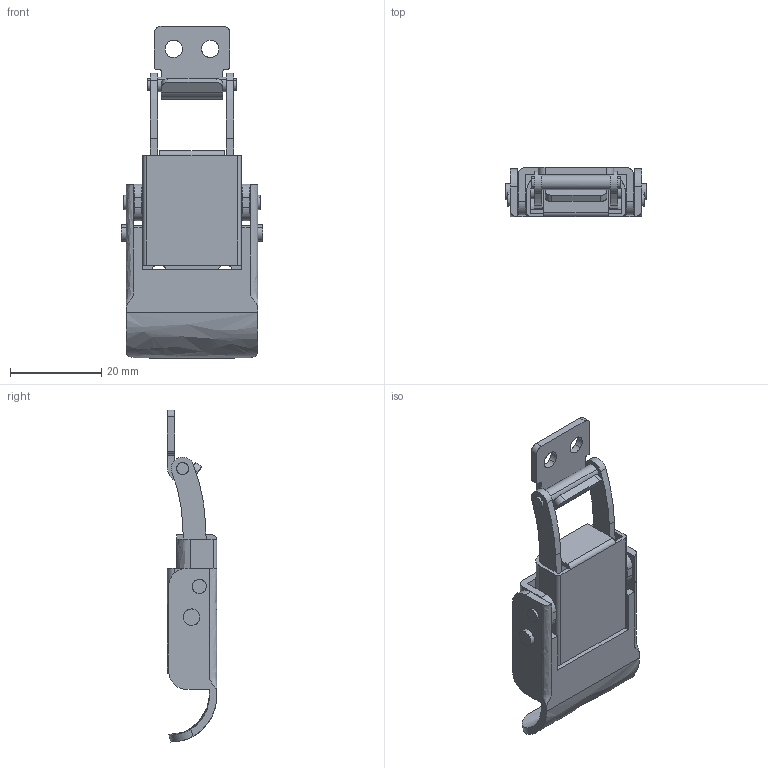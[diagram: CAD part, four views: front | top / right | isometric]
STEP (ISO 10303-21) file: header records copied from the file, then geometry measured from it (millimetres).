
FILE_DESCRIPTION((''),'2;1');
FILE_NAME('','2006-01-16T15:55:28',(''),(''),'','CADfix','');
FILE_SCHEMA(('AUTOMOTIVE_DESIGN'));
Length unit declared in the file: millimetre
Products named in the file (9): shaft_B; shaft_C; shaft_A; lever; keeper; housing; base; arm; TL_28_31858_36
Assembly tree (9 placements, depth 2):
  TL_28_31858_36
    shaft_B  x2
    shaft_C
    shaft_A
    lever
    keeper
    housing
    base
    arm
Bounding box: 31 x 10.8 x 72.6 mm (x, y, z)
Volume: 5466 mm3; surface area: 9536.1 mm2
Topology: 9 solids, 9 shells, 229 faces, 814 edges, 609 vertices
Faces by surface type: bspline 229
Entity records: 11794 total; most frequent: CARTESIAN_POINT 7062, ORIENTED_EDGE 1540, EDGE_CURVE 770, VERTEX_POINT 573, B_SPLINE_CURVE_WITH_KNOTS 463, QUASI_UNIFORM_CURVE 307, EDGE_LOOP 253, FACE_OUTER_BOUND 219
